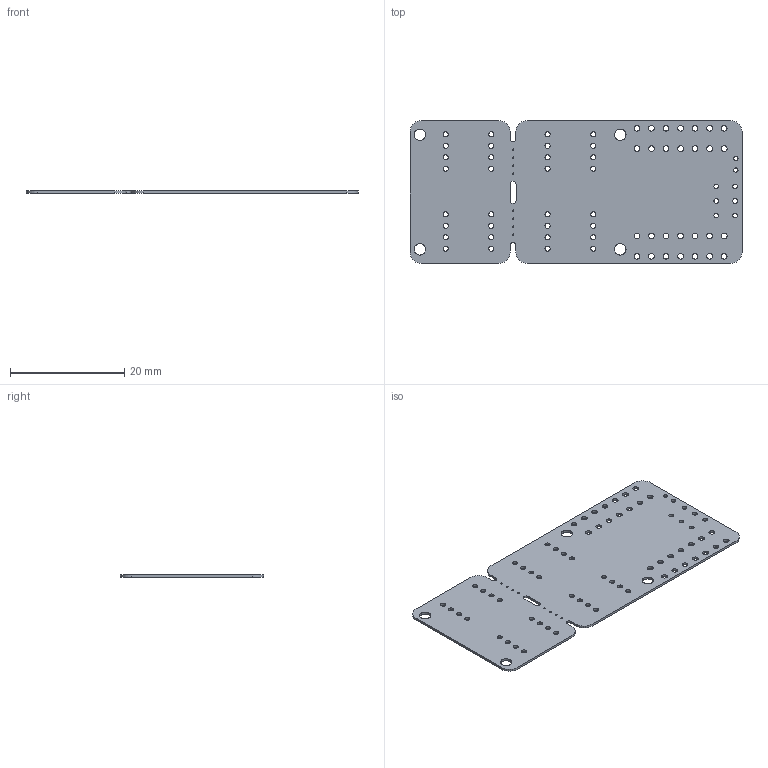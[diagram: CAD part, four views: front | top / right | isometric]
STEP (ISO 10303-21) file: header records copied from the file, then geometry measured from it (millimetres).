
FILE_DESCRIPTION(('Open CASCADE Model'),'2;1');
FILE_NAME('Open CASCADE Shape Model','2022-10-31T07:57:09',('Author'),( 'Open CASCADE'),'Open CASCADE STEP processor 6.8','Open CASCADE 6.8' ,'Unknown');
FILE_SCHEMA(('AUTOMOTIVE_DESIGN { 1 0 10303 214 1 1 1 1 }'));
Length unit declared in the file: millimetre
Products named in the file (3): PCB; Board; Open CASCADE STEP translator 6.8 1.1.1
Assembly tree (2 placements, depth 3):
  PCB
    Board
      Open CASCADE STEP translator 6.8 1.1.1
Bounding box: 58 x 25 x 0.41 mm (x, y, z)
Volume: 563.2 mm3; surface area: 2914.9 mm2
Topology: 1 solids, 1 shells, 594 faces, 1776 edges, 1184 vertices
Faces by surface type: plane 516, cylinder 78
Full cylindrical faces by diameter (mm): 0.762 x2, 0.812 x6, 0.9 x32, 1 x28
Entity records: 20097 total; most frequent: CARTESIAN_POINT 3557, ORIENTED_EDGE 3552, DIRECTION 3126, EDGE_CURVE 1776, LINE 1620, VECTOR 1620, VERTEX_POINT 1184, FACE_BOUND 756
